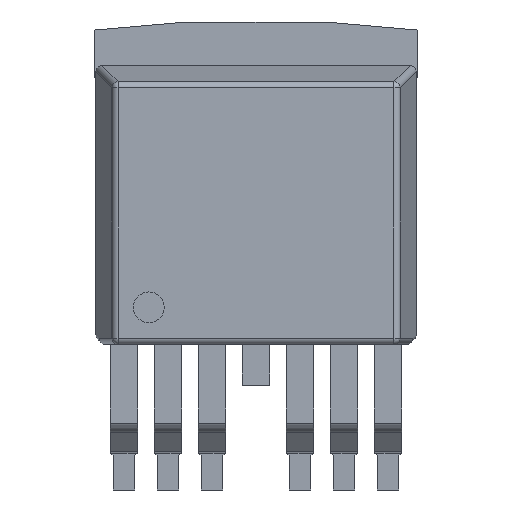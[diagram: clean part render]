
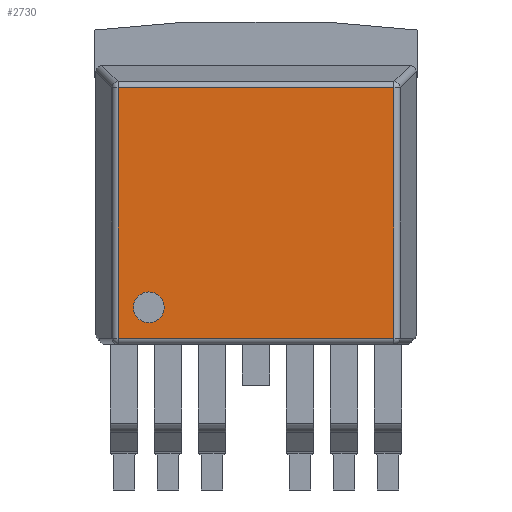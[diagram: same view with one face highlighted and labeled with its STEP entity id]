
A CAD part, top view. The second image highlights one B-rep face of the part: STEP entity #2730.
In plain terms, the highlighted planar face has unit normal (0, 0, 1).
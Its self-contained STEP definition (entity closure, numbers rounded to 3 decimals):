
#78=LINE('',#4040,#381);
#81=LINE('',#4058,#384);
#83=LINE('',#4061,#386);
#87=LINE('',#4067,#390);
#381=VECTOR('',#3227,8.964);
#384=VECTOR('',#3248,8.132);
#386=VECTOR('',#3252,8.964);
#390=VECTOR('',#3260,8.132);
#663=PLANE('',#2924);
#766=FACE_BOUND('',#965,.T.);
#802=FACE_OUTER_BOUND('',#964,.T.);
#964=EDGE_LOOP('',(#1995,#1996,#1997,#1998));
#965=EDGE_LOOP('',(#1999));
#1085=CIRCLE('',#2853,0.5);
#1157=VERTEX_POINT('',#3916);
#1195=VERTEX_POINT('',#4011);
#1205=VERTEX_POINT('',#4036);
#1208=VERTEX_POINT('',#4046);
#1211=VERTEX_POINT('',#4053);
#1415=EDGE_CURVE('',#1157,#1157,#1085,.T.);
#1473=EDGE_CURVE('',#1195,#1205,#78,.T.);
#1482=EDGE_CURVE('',#1205,#1211,#81,.T.);
#1484=EDGE_CURVE('',#1211,#1208,#83,.T.);
#1488=EDGE_CURVE('',#1208,#1195,#87,.T.);
#1995=ORIENTED_EDGE('',*,*,#1473,.F.);
#1996=ORIENTED_EDGE('',*,*,#1488,.F.);
#1997=ORIENTED_EDGE('',*,*,#1484,.F.);
#1998=ORIENTED_EDGE('',*,*,#1482,.F.);
#1999=ORIENTED_EDGE('',*,*,#1415,.T.);
#2730=ADVANCED_FACE('',(#802,#766),#663,.T.);
#2853=AXIS2_PLACEMENT_3D('',#3917,#3109,#3110);
#2924=AXIS2_PLACEMENT_3D('',#4167,#3339,#3340);
#3109=DIRECTION('center_axis',(0.,0.,-1.));
#3110=DIRECTION('ref_axis',(1.,0.,0.));
#3227=DIRECTION('',(-1.,0.,0.));
#3248=DIRECTION('',(0.,1.,0.));
#3252=DIRECTION('',(1.,0.,0.));
#3260=DIRECTION('',(0.,-1.,0.));
#3339=DIRECTION('center_axis',(0.,0.,1.));
#3340=DIRECTION('ref_axis',(1.,0.,0.));
#3916=CARTESIAN_POINT('',(-3.982,-1.675,4.55));
#3917=CARTESIAN_POINT('Origin',(-3.482,-1.675,4.55));
#4011=CARTESIAN_POINT('',(4.482,-2.675,4.55));
#4036=CARTESIAN_POINT('',(-4.482,-2.675,4.55));
#4040=CARTESIAN_POINT('',(-2.6,-2.675,4.55));
#4046=CARTESIAN_POINT('',(4.482,5.457,4.55));
#4053=CARTESIAN_POINT('',(-4.482,5.457,4.55));
#4058=CARTESIAN_POINT('',(-4.482,2.781,4.55));
#4061=CARTESIAN_POINT('',(1.3,5.457,4.55));
#4067=CARTESIAN_POINT('',(4.482,0.519,4.55));
#4167=CARTESIAN_POINT('Origin',(0.,1.65,4.55));
